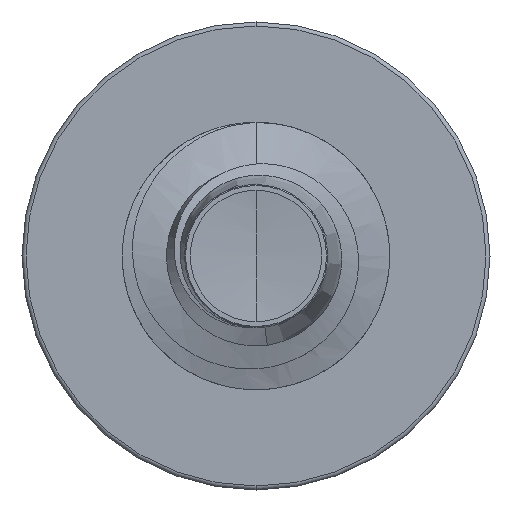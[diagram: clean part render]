
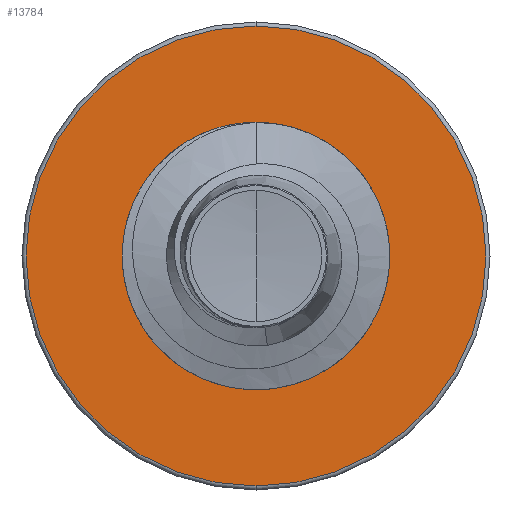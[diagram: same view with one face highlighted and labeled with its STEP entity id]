
A CAD part, front view. The second image highlights one B-rep face of the part: STEP entity #13784.
In plain terms, the highlighted planar face has unit normal (0, -1, 0).
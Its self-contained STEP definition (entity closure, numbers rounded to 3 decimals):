
#104 = DIRECTION ( 'NONE',  ( 0., 0., 1. ) ) ;
#108 = DIRECTION ( 'NONE',  ( 0., 1., 0. ) ) ;
#124 = CARTESIAN_POINT ( 'NONE',  ( 0., 12.5, 0. ) ) ;
#484 = FACE_BOUND ( 'NONE', #5921, .T. ) ;
#614 = EDGE_CURVE ( 'NONE', #15266, #10665, #12914, .T. ) ;
#2705 = EDGE_CURVE ( 'NONE', #10800, #12215, #11655, .T. ) ;
#3433 = CARTESIAN_POINT ( 'NONE',  ( 0., 12.5, -5.16 ) ) ;
#3443 = ORIENTED_EDGE ( 'NONE', *, *, #7484, .F. ) ;
#3678 = ORIENTED_EDGE ( 'NONE', *, *, #2705, .F. ) ;
#4209 = FACE_OUTER_BOUND ( 'NONE', #12760, .T. ) ;
#5264 = DIRECTION ( 'NONE',  ( 0., 1., 0. ) ) ;
#5284 = CARTESIAN_POINT ( 'NONE',  ( 0., 12.5, 0. ) ) ;
#5921 = EDGE_LOOP ( 'NONE', ( #13615, #13704 ) ) ;
#5944 = EDGE_CURVE ( 'NONE', #10665, #15266, #13122, .T. ) ;
#6627 = CARTESIAN_POINT ( 'NONE',  ( 0., 12.5, 5.16 ) ) ;
#6942 = DIRECTION ( 'NONE',  ( 0., 1., 0. ) ) ;
#7484 = EDGE_CURVE ( 'NONE', #12215, #10800, #12766, .T. ) ;
#9087 = CARTESIAN_POINT ( 'NONE',  ( 0., 12.5, -2.842 ) ) ;
#10189 = AXIS2_PLACEMENT_3D ( 'NONE', #11470, #12570, #12292 ) ;
#10434 = PLANE ( 'NONE',  #14815 ) ;
#10665 = VERTEX_POINT ( 'NONE', #10679 ) ;
#10679 = CARTESIAN_POINT ( 'NONE',  ( 0., 12.5, 2.842 ) ) ;
#10800 = VERTEX_POINT ( 'NONE', #6627 ) ;
#11434 = DIRECTION ( 'NONE',  ( 0., 0., 1. ) ) ;
#11470 = CARTESIAN_POINT ( 'NONE',  ( 0., 12.5, 0. ) ) ;
#11655 = CIRCLE ( 'NONE', #14712, 5.16 ) ;
#11677 = CARTESIAN_POINT ( 'NONE',  ( 0., 12.5, -2.842 ) ) ;
#12215 = VERTEX_POINT ( 'NONE', #3433 ) ;
#12292 = DIRECTION ( 'NONE',  ( 0., 0., 1. ) ) ;
#12370 = AXIS2_PLACEMENT_3D ( 'NONE', #13900, #13883, #13879 ) ;
#12570 = DIRECTION ( 'NONE',  ( 0., 1., 0. ) ) ;
#12760 = EDGE_LOOP ( 'NONE', ( #3678, #3443 ) ) ;
#12766 = CIRCLE ( 'NONE', #14670, 5.16 ) ;
#12914 = CIRCLE ( 'NONE', #10189, 2.842 ) ;
#13122 = CIRCLE ( 'NONE', #12370, 2.842 ) ;
#13615 = ORIENTED_EDGE ( 'NONE', *, *, #5944, .T. ) ;
#13704 = ORIENTED_EDGE ( 'NONE', *, *, #614, .T. ) ;
#13784 = ADVANCED_FACE ( 'NONE', ( #4209, #484 ), #10434, .F. ) ;
#13879 = DIRECTION ( 'NONE',  ( 0., 0., 1. ) ) ;
#13883 = DIRECTION ( 'NONE',  ( 0., 1., 0. ) ) ;
#13900 = CARTESIAN_POINT ( 'NONE',  ( 0., 12.5, 0. ) ) ;
#14444 = DIRECTION ( 'NONE',  ( 0., 0., 1. ) ) ;
#14670 = AXIS2_PLACEMENT_3D ( 'NONE', #124, #108, #104 ) ;
#14712 = AXIS2_PLACEMENT_3D ( 'NONE', #5284, #5264, #11434 ) ;
#14815 = AXIS2_PLACEMENT_3D ( 'NONE', #9087, #6942, #14444 ) ;
#15266 = VERTEX_POINT ( 'NONE', #11677 ) ;
